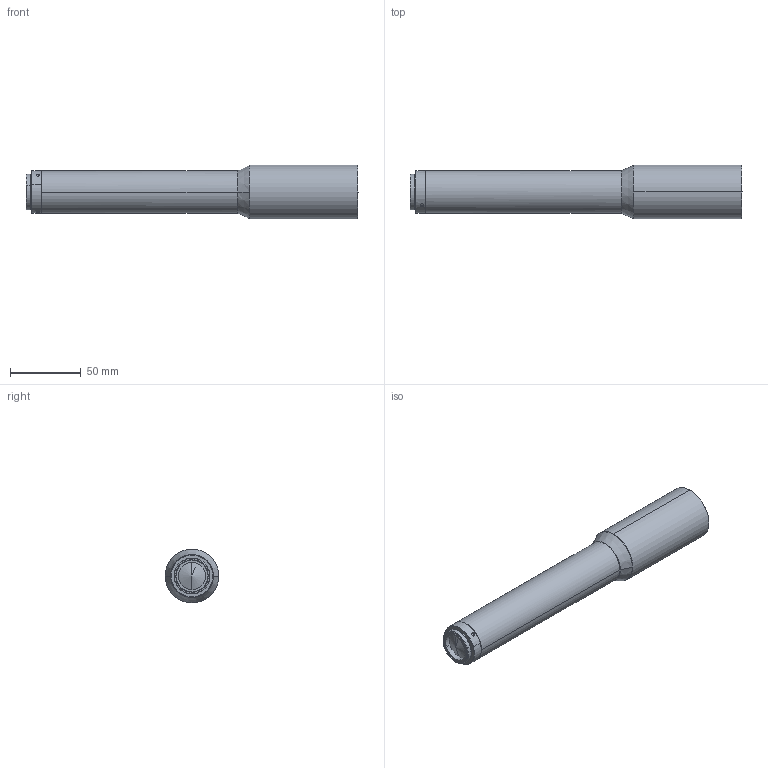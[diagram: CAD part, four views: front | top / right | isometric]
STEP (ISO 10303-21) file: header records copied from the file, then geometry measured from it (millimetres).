
FILE_DESCRIPTION (( 'STEP AP203' ), '1' );
FILE_NAME ('WH033-560A-230.STEP', '2019-03-11T07:23:08', ( '' ), ( '' ), 'SwSTEP 2.0', 'SolidWorks 2017', '' );
FILE_SCHEMA (( 'CONFIG_CONTROL_DESIGN' ));
Length unit declared in the file: millimetre
Products named in the file (1): WH033-560A-230
Bounding box: 234.41 x 38 x 38 mm (x, y, z)
Volume: 197700.1 mm3; surface area: 26462.6 mm2
Topology: 1 solids, 1 shells, 51 faces, 120 edges, 76 vertices
Faces by surface type: cylinder 25, cone 16, plane 6, bspline 4
Entity records: 1773 total; most frequent: CARTESIAN_POINT 532, DIRECTION 258, ORIENTED_EDGE 232, EDGE_CURVE 116, AXIS2_PLACEMENT_3D 110, VERTEX_POINT 76, CIRCLE 62, EDGE_LOOP 60
